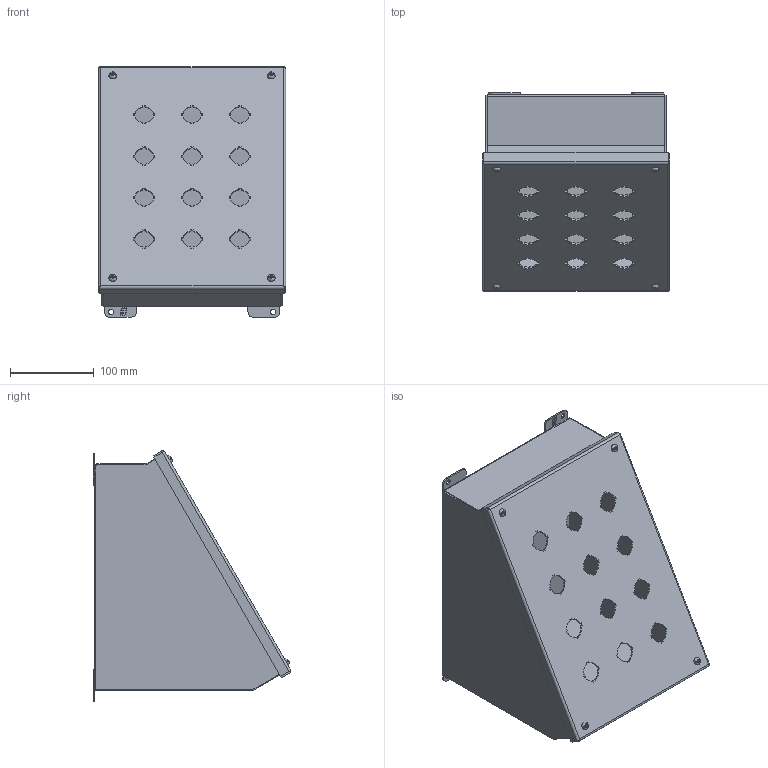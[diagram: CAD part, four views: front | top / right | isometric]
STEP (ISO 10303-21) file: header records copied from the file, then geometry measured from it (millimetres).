
FILE_DESCRIPTION (( 'STEP AP203' ), '1' );
FILE_NAME ('1490MJ12_Default.step', '2019-11-12T20:32:48', ( '' ), ( '' ), 'SwSTEP 2.0', 'SolidWorks 2019', '' );
FILE_SCHEMA (( 'CONFIG_CONTROL_DESIGN' ));
Length unit declared in the file: inch
Products named in the file (1): 1490MJ12_Default
Bounding box: 223.82 x 236.29 x 299.42 mm (x, y, z)
Volume: 550010.6 mm3; surface area: 617047.9 mm2
Topology: 26 solids, 26 shells, 885 faces, 2358 edges, 1553 vertices
Faces by surface type: plane 627, cylinder 220, cone 22, torus 8, bspline 8
Entity records: 27974 total; most frequent: CARTESIAN_POINT 5526, ORIENTED_EDGE 4712, DIRECTION 4525, EDGE_CURVE 2356, VECTOR 1749, LINE 1749, VERTEX_POINT 1553, AXIS2_PLACEMENT_3D 1388
